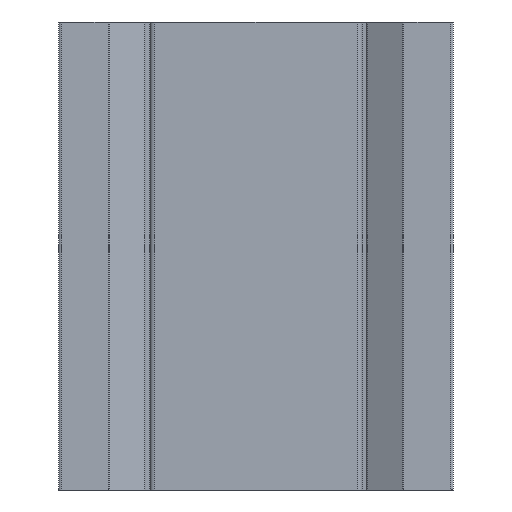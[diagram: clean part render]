
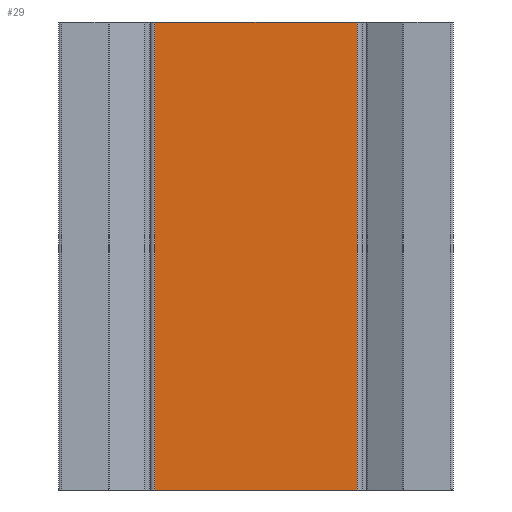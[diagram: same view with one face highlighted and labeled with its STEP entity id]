
A CAD part, left-side view. The second image highlights one B-rep face of the part: STEP entity #29.
In plain terms, the highlighted cylindrical face has radius 349229 mm (diameter 698457 mm), a partial arc.
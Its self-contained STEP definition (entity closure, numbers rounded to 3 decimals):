
#29=ADVANCED_FACE('',(#99),#1155,.T.);
#99=FACE_OUTER_BOUND('',#169,.T.);
#169=EDGE_LOOP('',(#278,#279,#280,#281));
#278=ORIENTED_EDGE('',*,*,#662,.T.);
#279=ORIENTED_EDGE('',*,*,#663,.T.);
#280=ORIENTED_EDGE('',*,*,#664,.F.);
#281=ORIENTED_EDGE('',*,*,#660,.F.);
#660=EDGE_CURVE('',#1044,#1045,#858,.T.);
#662=EDGE_CURVE('',#1044,#1046,#860,.T.);
#663=EDGE_CURVE('',#1046,#1047,#861,.T.);
#664=EDGE_CURVE('',#1045,#1047,#862,.T.);
#858=(
BOUNDED_CURVE()
B_SPLINE_CURVE(1,(#1642,#1643),.UNSPECIFIED.,.F.,.F.)
B_SPLINE_CURVE_WITH_KNOTS((2,2),(0.,10.),.UNSPECIFIED.)
CURVE()
GEOMETRIC_REPRESENTATION_ITEM()
RATIONAL_B_SPLINE_CURVE((1.,1.))
REPRESENTATION_ITEM('')
);
#860=(
BOUNDED_CURVE()
B_SPLINE_CURVE(2,(#1647,#1648,#1649,#1650,#1651),.UNSPECIFIED.,.F.,.F.)
B_SPLINE_CURVE_WITH_KNOTS((3,2,3),(207.65,212.268,216.887),
 .UNSPECIFIED.)
CURVE()
GEOMETRIC_REPRESENTATION_ITEM()
RATIONAL_B_SPLINE_CURVE((1.,1.,1.,1.,1.))
REPRESENTATION_ITEM('')
);
#861=(
BOUNDED_CURVE()
B_SPLINE_CURVE(1,(#1652,#1653),.UNSPECIFIED.,.F.,.F.)
B_SPLINE_CURVE_WITH_KNOTS((2,2),(0.,10.),.UNSPECIFIED.)
CURVE()
GEOMETRIC_REPRESENTATION_ITEM()
RATIONAL_B_SPLINE_CURVE((1.,1.))
REPRESENTATION_ITEM('')
);
#862=(
BOUNDED_CURVE()
B_SPLINE_CURVE(2,(#1654,#1655,#1656,#1657,#1658),.UNSPECIFIED.,.F.,.F.)
B_SPLINE_CURVE_WITH_KNOTS((3,2,3),(207.65,212.268,216.887),
 .UNSPECIFIED.)
CURVE()
GEOMETRIC_REPRESENTATION_ITEM()
RATIONAL_B_SPLINE_CURVE((1.,1.,1.,1.,1.))
REPRESENTATION_ITEM('')
);
#1044=VERTEX_POINT('',#1507);
#1045=VERTEX_POINT('',#1508);
#1046=VERTEX_POINT('',#1509);
#1047=VERTEX_POINT('',#1510);
#1155=CYLINDRICAL_SURFACE('',#1320,349228.539);
#1320=AXIS2_PLACEMENT_3D('',#1466,#1388,$);
#1388=DIRECTION('',(0.,0.,1.));
#1466=CARTESIAN_POINT('',(349221.36,0.,1.202));
#1507=CARTESIAN_POINT('',(-7.179,4.358,-8.854));
#1508=CARTESIAN_POINT('',(-7.179,4.358,11.257));
#1509=CARTESIAN_POINT('',(-7.179,-4.358,-8.854));
#1510=CARTESIAN_POINT('',(-7.179,-4.358,11.257));
#1642=CARTESIAN_POINT('',(-7.179,4.358,-8.854));
#1643=CARTESIAN_POINT('',(-7.179,4.358,11.257));
#1647=CARTESIAN_POINT('',(-7.179,4.358,-8.854));
#1648=CARTESIAN_POINT('',(-7.179,2.179,-8.854));
#1649=CARTESIAN_POINT('',(-7.179,0.,-8.854));
#1650=CARTESIAN_POINT('',(-7.179,-2.179,-8.854));
#1651=CARTESIAN_POINT('',(-7.179,-4.358,-8.854));
#1652=CARTESIAN_POINT('',(-7.179,-4.358,-8.854));
#1653=CARTESIAN_POINT('',(-7.179,-4.358,11.257));
#1654=CARTESIAN_POINT('',(-7.179,4.358,11.257));
#1655=CARTESIAN_POINT('',(-7.179,2.179,11.257));
#1656=CARTESIAN_POINT('',(-7.179,0.,11.257));
#1657=CARTESIAN_POINT('',(-7.179,-2.179,11.257));
#1658=CARTESIAN_POINT('',(-7.179,-4.358,11.257));
